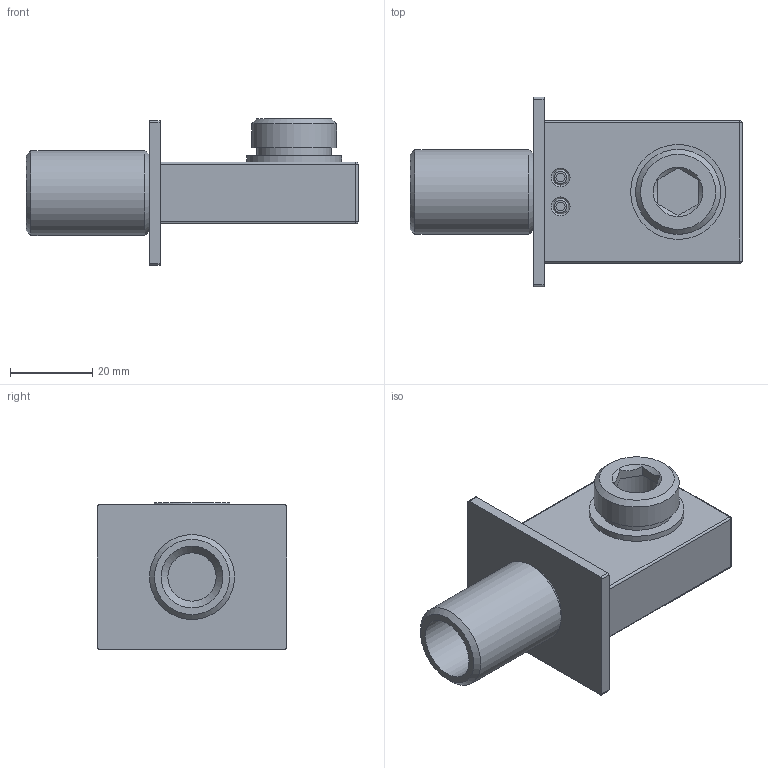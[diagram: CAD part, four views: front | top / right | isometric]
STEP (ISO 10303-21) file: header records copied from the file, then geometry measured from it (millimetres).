
FILE_DESCRIPTION(/* description */ (''),/* implementation_level */ '2;1');
FILE_NAME(/* name */ '3D_TVC000457000_Universal Schrauben und innenleben entfernen.step',/* time_stamp */ '2023-02-22T11:54:04+01:00',/* author */ (''),/* organization */ (''),/* preprocessor_version */ 'ST-DEVELOPER v19.2',/* originating_system */ 'Autodesk Translation Framework v11.17.0.187',/* authorisation */ '');
FILE_SCHEMA (('AUTOMOTIVE_DESIGN { 1 0 10303 214 3 1 1 }'));
Length unit declared in the file: millimetre
Products named in the file (7): (Nicht gespeichert); STCB0336-P1; STDB0080-P1; STST0064-XX; STMB0245-XX; STST0021-XX; STMB0246-P1
Assembly tree (8 placements, depth 2):
  (Nicht gespeichert)
    STCB0336-P1
    STDB0080-P1
    STST0064-XX  x2
    STMB0245-XX
    STST0021-XX  x2
    STMB0246-P1
Bounding box: 80.5 x 46 x 35.5 mm (x, y, z)
Volume: 35551 mm3; surface area: 15340.2 mm2
Topology: 6 solids, 6 shells, 94 faces, 203 edges, 126 vertices
Faces by surface type: plane 55, cylinder 23, cone 12, sphere 4
Full cylindrical faces by diameter (mm): 4 x2, 11.5 x1, 12.5 x1, 14.5 x1, 15 x1, 17 x1, 18 x1, 20.6 x2, 23 x1
Entity records: 2461 total; most frequent: DIRECTION 436, CARTESIAN_POINT 397, ORIENTED_EDGE 352, EDGE_CURVE 176, AXIS2_PLACEMENT_3D 169, VERTEX_POINT 109, LINE 98, VECTOR 98
